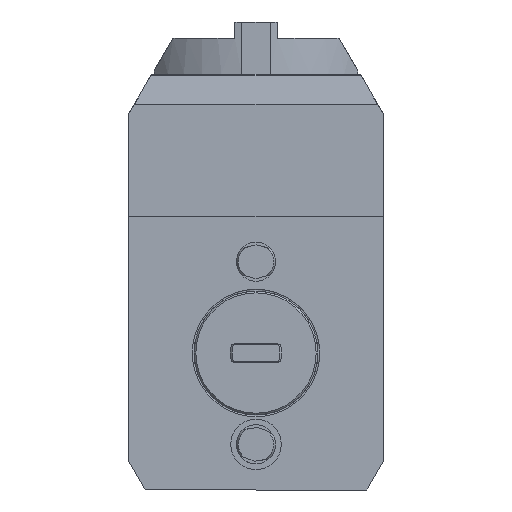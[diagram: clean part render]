
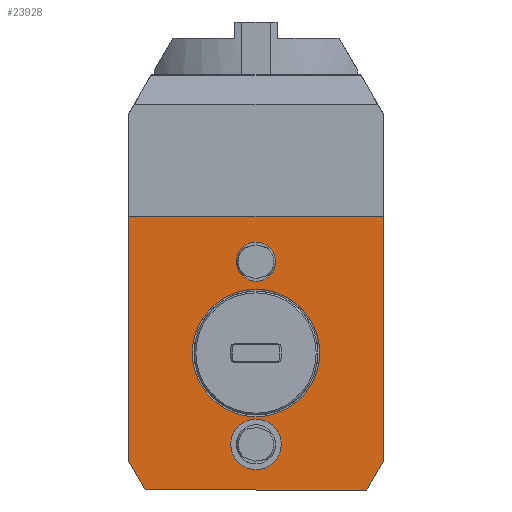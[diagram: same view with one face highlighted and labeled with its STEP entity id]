
A CAD part, front view. The second image highlights one B-rep face of the part: STEP entity #23928.
In plain terms, the highlighted planar face has unit normal (0, -1, 0).
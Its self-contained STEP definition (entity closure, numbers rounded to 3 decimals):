
#24 = CARTESIAN_POINT ( 'NONE',  ( -33.404, -7., -42. ) ) ;
#138 = DIRECTION ( 'NONE',  ( 0.5, 0., -0.866 ) ) ;
#383 = EDGE_LOOP ( 'NONE', ( #18474, #11505, #1396, #463, #16972, #4520 ) ) ;
#397 = EDGE_CURVE ( 'NONE', #23509, #20420, #20014, .T. ) ;
#463 = ORIENTED_EDGE ( 'NONE', *, *, #10443, .T. ) ;
#622 = EDGE_LOOP ( 'NONE', ( #4977 ) ) ;
#801 = FACE_OUTER_BOUND ( 'NONE', #383, .T. ) ;
#1294 = CIRCLE ( 'NONE', #20646, 6. ) ;
#1396 = ORIENTED_EDGE ( 'NONE', *, *, #6828, .T. ) ;
#2279 = VERTEX_POINT ( 'NONE', #13150 ) ;
#2541 = CARTESIAN_POINT ( 'NONE',  ( -33.404, -7., -42. ) ) ;
#2710 = CARTESIAN_POINT ( 'NONE',  ( -3.874, -7., 23.998 ) ) ;
#2717 = DIRECTION ( 'NONE',  ( 0., -1., 0. ) ) ;
#2820 = DIRECTION ( 'NONE',  ( 0., 0., -1. ) ) ;
#2903 = ORIENTED_EDGE ( 'NONE', *, *, #12508, .T. ) ;
#3149 = EDGE_CURVE ( 'NONE', #16685, #2279, #15349, .T. ) ;
#3258 = EDGE_CURVE ( 'NONE', #12045, #20525, #12947, .T. ) ;
#3671 = DIRECTION ( 'NONE',  ( 0., 1., 0. ) ) ;
#4054 = CARTESIAN_POINT ( 'NONE',  ( 34.596, -7., -42. ) ) ;
#4520 = ORIENTED_EDGE ( 'NONE', *, *, #397, .T. ) ;
#4560 = CARTESIAN_POINT ( 'NONE',  ( 0.596, -7., -28. ) ) ;
#4628 = DIRECTION ( 'NONE',  ( 0., 1., 0. ) ) ;
#4641 = CIRCLE ( 'NONE', #18032, 7.753 ) ;
#4977 = ORIENTED_EDGE ( 'NONE', *, *, #19016, .F. ) ;
#4996 = CARTESIAN_POINT ( 'NONE',  ( 39.596, -7., 85. ) ) ;
#5064 = AXIS2_PLACEMENT_3D ( 'NONE', #24182, #20354, #9082 ) ;
#5248 = VECTOR ( 'NONE', #138, 1000. ) ;
#5304 = AXIS2_PLACEMENT_3D ( 'NONE', #13666, #4628, #8512 ) ;
#5721 = AXIS2_PLACEMENT_3D ( 'NONE', #15769, #23290, #2820 ) ;
#5767 = CARTESIAN_POINT ( 'NONE',  ( 0.596, -7., -35.753 ) ) ;
#5917 = CARTESIAN_POINT ( 'NONE',  ( 39.596, -7., -33.34 ) ) ;
#6174 = CARTESIAN_POINT ( 'NONE',  ( -3.874, -7., 32.002 ) ) ;
#6412 = DIRECTION ( 'NONE',  ( 0., -1., 0. ) ) ;
#6659 = FACE_BOUND ( 'NONE', #622, .T. ) ;
#6828 = EDGE_CURVE ( 'NONE', #2279, #10668, #13043, .T. ) ;
#7142 = LINE ( 'NONE', #9026, #19555 ) ;
#7542 = ORIENTED_EDGE ( 'NONE', *, *, #20056, .T. ) ;
#7813 = DIRECTION ( 'NONE',  ( 1., 0., 0. ) ) ;
#8512 = DIRECTION ( 'NONE',  ( 1., 0., 0. ) ) ;
#8621 = VECTOR ( 'NONE', #12214, 1000. ) ;
#8667 = VERTEX_POINT ( 'NONE', #10509 ) ;
#8670 = FACE_BOUND ( 'NONE', #12509, .T. ) ;
#8875 = ORIENTED_EDGE ( 'NONE', *, *, #23618, .T. ) ;
#8994 = DIRECTION ( 'NONE',  ( 0., 1., 0. ) ) ;
#9026 = CARTESIAN_POINT ( 'NONE',  ( 39.596, -7., 42. ) ) ;
#9082 = DIRECTION ( 'NONE',  ( 1., 0., 0. ) ) ;
#9107 = CIRCLE ( 'NONE', #9895, 6. ) ;
#9373 = DIRECTION ( 'NONE',  ( 0., 0., -1. ) ) ;
#9895 = AXIS2_PLACEMENT_3D ( 'NONE', #17498, #8994, #19567 ) ;
#9898 = VERTEX_POINT ( 'NONE', #2710 ) ;
#10271 = CARTESIAN_POINT ( 'NONE',  ( 0.596, -7., 0. ) ) ;
#10383 = CARTESIAN_POINT ( 'NONE',  ( 5.066, -7., 23.998 ) ) ;
#10428 = ORIENTED_EDGE ( 'NONE', *, *, #21212, .F. ) ;
#10443 = EDGE_CURVE ( 'NONE', #10668, #8667, #15277, .T. ) ;
#10447 = DIRECTION ( 'NONE',  ( 0., 0., 1. ) ) ;
#10509 = CARTESIAN_POINT ( 'NONE',  ( 34.596, -7., -42. ) ) ;
#10555 = EDGE_CURVE ( 'NONE', #16685, #20420, #7142, .T. ) ;
#10614 = FACE_BOUND ( 'NONE', #22643, .T. ) ;
#10668 = VERTEX_POINT ( 'NONE', #2541 ) ;
#11316 = CARTESIAN_POINT ( 'NONE',  ( 20.142, -7., 0. ) ) ;
#11416 = ORIENTED_EDGE ( 'NONE', *, *, #3258, .T. ) ;
#11446 = VERTEX_POINT ( 'NONE', #11316 ) ;
#11505 = ORIENTED_EDGE ( 'NONE', *, *, #3149, .T. ) ;
#12045 = VERTEX_POINT ( 'NONE', #20212 ) ;
#12214 = DIRECTION ( 'NONE',  ( 0.5, 0., 0.866 ) ) ;
#12418 = VERTEX_POINT ( 'NONE', #6174 ) ;
#12440 = DIRECTION ( 'NONE',  ( 1., 0., 0. ) ) ;
#12508 = EDGE_CURVE ( 'NONE', #20525, #9898, #9107, .T. ) ;
#12509 = EDGE_LOOP ( 'NONE', ( #10428 ) ) ;
#12947 = CIRCLE ( 'NONE', #5064, 6. ) ;
#13043 = LINE ( 'NONE', #24, #5248 ) ;
#13150 = CARTESIAN_POINT ( 'NONE',  ( -38.404, -7., -33.34 ) ) ;
#13324 = CIRCLE ( 'NONE', #14103, 19.546 ) ;
#13666 = CARTESIAN_POINT ( 'NONE',  ( 0.596, -7., 28. ) ) ;
#13678 = VECTOR ( 'NONE', #7813, 1000. ) ;
#14103 = AXIS2_PLACEMENT_3D ( 'NONE', #10271, #6412, #19461 ) ;
#14869 = VERTEX_POINT ( 'NONE', #5767 ) ;
#15277 = LINE ( 'NONE', #4054, #13678 ) ;
#15349 = LINE ( 'NONE', #24348, #23154 ) ;
#15769 = CARTESIAN_POINT ( 'NONE',  ( 0.596, -7., -92.5 ) ) ;
#15770 = CARTESIAN_POINT ( 'NONE',  ( 39.596, -7., -33.34 ) ) ;
#16685 = VERTEX_POINT ( 'NONE', #18114 ) ;
#16972 = ORIENTED_EDGE ( 'NONE', *, *, #21245, .T. ) ;
#17484 = CIRCLE ( 'NONE', #5304, 6. ) ;
#17498 = CARTESIAN_POINT ( 'NONE',  ( 0.596, -7., 28. ) ) ;
#17865 = DIRECTION ( 'NONE',  ( 0., 0., -1. ) ) ;
#18032 = AXIS2_PLACEMENT_3D ( 'NONE', #4560, #2717, #17865 ) ;
#18114 = CARTESIAN_POINT ( 'NONE',  ( -38.404, -7., 42. ) ) ;
#18474 = ORIENTED_EDGE ( 'NONE', *, *, #10555, .F. ) ;
#19016 = EDGE_CURVE ( 'NONE', #14869, #14869, #4641, .T. ) ;
#19346 = LINE ( 'NONE', #15770, #8621 ) ;
#19461 = DIRECTION ( 'NONE',  ( 1., 0., 0. ) ) ;
#19555 = VECTOR ( 'NONE', #12440, 1000. ) ;
#19567 = DIRECTION ( 'NONE',  ( 1., 0., 0. ) ) ;
#20014 = LINE ( 'NONE', #4996, #22627 ) ;
#20056 = EDGE_CURVE ( 'NONE', #9898, #12418, #1294, .T. ) ;
#20212 = CARTESIAN_POINT ( 'NONE',  ( 5.066, -7., 32.002 ) ) ;
#20354 = DIRECTION ( 'NONE',  ( 0., 1., 0. ) ) ;
#20420 = VERTEX_POINT ( 'NONE', #22669 ) ;
#20525 = VERTEX_POINT ( 'NONE', #10383 ) ;
#20646 = AXIS2_PLACEMENT_3D ( 'NONE', #22272, #3671, #24252 ) ;
#21212 = EDGE_CURVE ( 'NONE', #11446, #11446, #13324, .T. ) ;
#21245 = EDGE_CURVE ( 'NONE', #8667, #23509, #19346, .T. ) ;
#21316 = PLANE ( 'NONE',  #5721 ) ;
#22272 = CARTESIAN_POINT ( 'NONE',  ( 0.596, -7., 28. ) ) ;
#22627 = VECTOR ( 'NONE', #10447, 1000. ) ;
#22643 = EDGE_LOOP ( 'NONE', ( #2903, #7542, #8875, #11416 ) ) ;
#22669 = CARTESIAN_POINT ( 'NONE',  ( 39.596, -7., 42. ) ) ;
#23154 = VECTOR ( 'NONE', #9373, 1000. ) ;
#23290 = DIRECTION ( 'NONE',  ( 0., -1., 0. ) ) ;
#23509 = VERTEX_POINT ( 'NONE', #5917 ) ;
#23618 = EDGE_CURVE ( 'NONE', #12418, #12045, #17484, .T. ) ;
#23928 = ADVANCED_FACE ( 'Defeature completata1_20', ( #6659, #801, #10614, #8670 ), #21316, .T. ) ;
#24182 = CARTESIAN_POINT ( 'NONE',  ( 0.596, -7., 28. ) ) ;
#24252 = DIRECTION ( 'NONE',  ( 1., 0., 0. ) ) ;
#24348 = CARTESIAN_POINT ( 'NONE',  ( -38.404, -7., -92.5 ) ) ;
